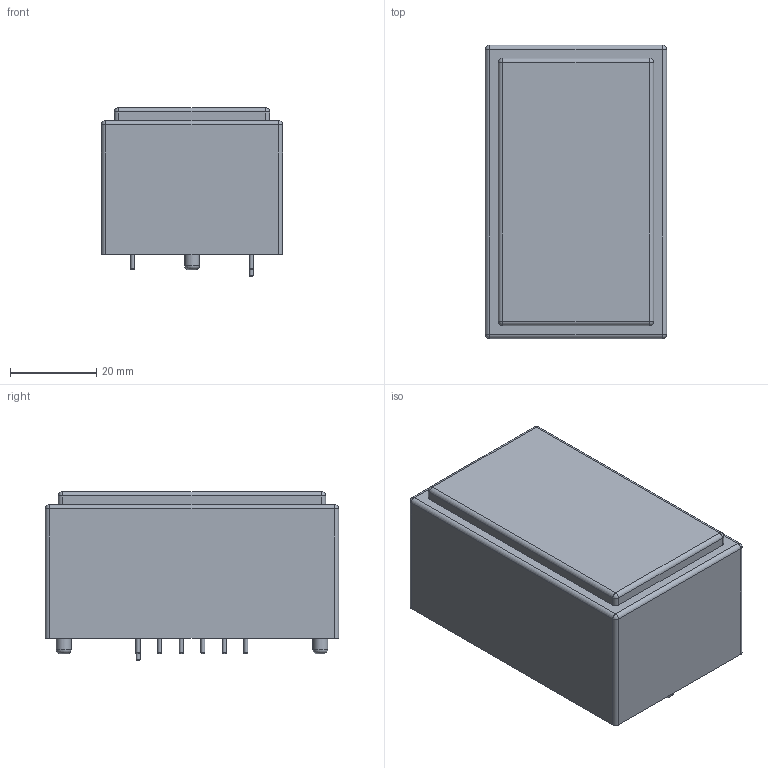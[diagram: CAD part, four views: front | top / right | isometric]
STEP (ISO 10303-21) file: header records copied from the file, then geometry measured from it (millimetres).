
FILE_DESCRIPTION(/* description */ ('model of Transformer_CHK_EI48-10VA_1xSec'),/* implementation_level */ '2;1');
FILE_NAME(/* name */ 'Transformer_CHK_EI48-10VA_1xSec.step',/* time_stamp */ '2018-11-13T17:38:42',/* author */ ('kicad StepUp','ksu'),/* organization */ ('FreeCAD'),/* preprocessor_version */ 'OCC',/* originating_system */ 'kicad StepUp',/* authorisation */ '');
FILE_SCHEMA(('AUTOMOTIVE_DESIGN { 1 0 10303 214 1 1 1 1 }'));
Length unit declared in the file: millimetre
Products named in the file (3): ASSEMBLY; Transformer_CHK_EI48_10VA_1xSec001; Transformer_CHK_EI48_10VA_1xSec
Assembly tree (2 placements, depth 2):
  ASSEMBLY
    Transformer_CHK_EI48_10VA_1xSec001
    Transformer_CHK_EI48_10VA_1xSec
Bounding box: 42 x 68 x 39.1 mm (x, y, z)
Volume: 95240.1 mm3; surface area: 13200.4 mm2
Topology: 15 solids, 15 shells, 91 faces, 174 edges, 82 vertices
Faces by surface type: plane 39, cylinder 30, revolution 14, sphere 8
Full cylindrical faces by diameter (mm): 0.923 x12, 3.462 x2
Entity records: 2301 total; most frequent: CARTESIAN_POINT 422, DIRECTION 404, ORIENTED_EDGE 284, AXIS2_PLACEMENT_3D 168, EDGE_CURVE 142, FACE_BOUND 92, EDGE_LOOP 92, ADVANCED_FACE 91
